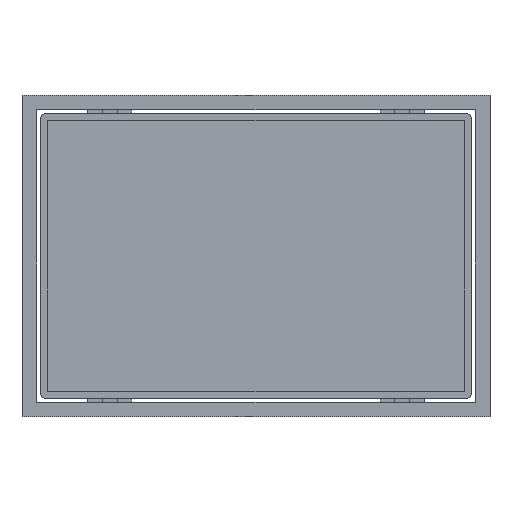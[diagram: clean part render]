
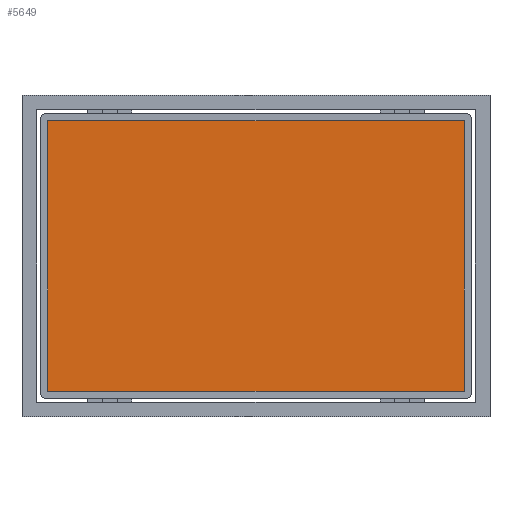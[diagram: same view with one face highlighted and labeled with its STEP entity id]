
A CAD part, top view. The second image highlights one B-rep face of the part: STEP entity #5649.
In plain terms, the highlighted planar face has unit normal (0, 0, 1).
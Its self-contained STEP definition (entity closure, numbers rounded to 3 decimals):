
#195=PLANE('',#6114);
#504=FACE_OUTER_BOUND('',#849,.T.);
#849=EDGE_LOOP('',(#4427,#4428,#4429,#4430));
#1403=LINE('',#10018,#2008);
#1406=LINE('',#10024,#2011);
#1409=LINE('',#10030,#2014);
#1412=LINE('',#10034,#2017);
#2008=VECTOR('',#6957,10.);
#2011=VECTOR('',#6962,10.);
#2014=VECTOR('',#6967,10.);
#2017=VECTOR('',#6972,10.);
#2663=VERTEX_POINT('',#10015);
#2664=VERTEX_POINT('',#10017);
#2666=VERTEX_POINT('',#10023);
#2668=VERTEX_POINT('',#10029);
#3297=EDGE_CURVE('',#2664,#2663,#1403,.T.);
#3300=EDGE_CURVE('',#2666,#2664,#1406,.T.);
#3303=EDGE_CURVE('',#2668,#2666,#1409,.T.);
#3306=EDGE_CURVE('',#2663,#2668,#1412,.T.);
#4427=ORIENTED_EDGE('',*,*,#3306,.T.);
#4428=ORIENTED_EDGE('',*,*,#3303,.T.);
#4429=ORIENTED_EDGE('',*,*,#3300,.T.);
#4430=ORIENTED_EDGE('',*,*,#3297,.T.);
#5649=ADVANCED_FACE('',(#504),#195,.T.);
#6114=AXIS2_PLACEMENT_3D('',#10035,#6973,#6974);
#6957=DIRECTION('',(0.,1.,0.));
#6962=DIRECTION('',(1.,0.,0.));
#6967=DIRECTION('',(0.,-1.,0.));
#6972=DIRECTION('',(-1.,0.,0.));
#6973=DIRECTION('center_axis',(0.,0.,1.));
#6974=DIRECTION('ref_axis',(1.,0.,0.));
#10015=CARTESIAN_POINT('',(285.,185.,44.));
#10017=CARTESIAN_POINT('',(285.,-185.,44.));
#10018=CARTESIAN_POINT('',(285.,-92.5,44.));
#10023=CARTESIAN_POINT('',(-285.,-185.,44.));
#10024=CARTESIAN_POINT('',(-142.5,-185.,44.));
#10029=CARTESIAN_POINT('',(-285.,185.,44.));
#10030=CARTESIAN_POINT('',(-285.,92.5,44.));
#10034=CARTESIAN_POINT('',(142.5,185.,44.));
#10035=CARTESIAN_POINT('Origin',(0.,0.,44.));
